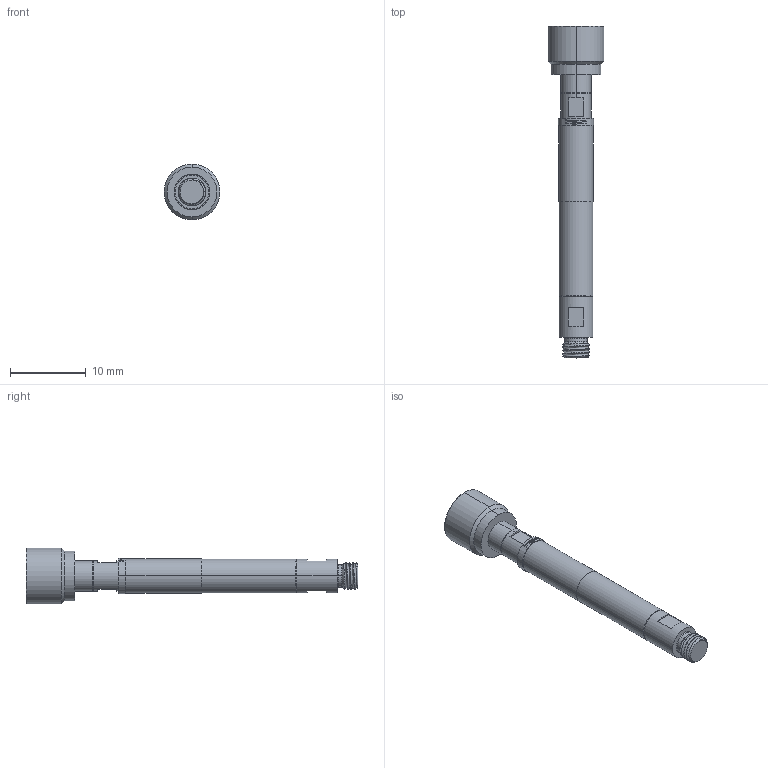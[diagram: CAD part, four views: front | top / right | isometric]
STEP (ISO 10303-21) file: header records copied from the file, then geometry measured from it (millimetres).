
FILE_DESCRIPTION (( 'STEP AP203' ), '1' );
FILE_NAME ('INGUN_HFS-890_305_123_A_xx43_E.STEP', '2022-05-05T08:52:51', ( 'ochi' ), ( '' ), 'SwSTEP 2.0', 'SolidWorks 2018', '' );
FILE_SCHEMA (( 'CONFIG_CONTROL_DESIGN' ));
Length unit declared in the file: millimetre
Products named in the file (1): INGUN_HFS-890_305_123_A_xx43_E
Bounding box: 7.4 x 43.9 x 7.4 mm (x, y, z)
Volume: 661 mm3; surface area: 889.9 mm2
Topology: 1 solids, 1 shells, 163 faces, 396 edges, 255 vertices
Faces by surface type: plane 65, cylinder 44, bspline 23, cone 23, sphere 4, torus 4
Entity records: 6666 total; most frequent: CARTESIAN_POINT 2913, ORIENTED_EDGE 792, DIRECTION 715, EDGE_CURVE 396, AXIS2_PLACEMENT_3D 289, VERTEX_POINT 255, EDGE_LOOP 183, FACE_OUTER_BOUND 163
